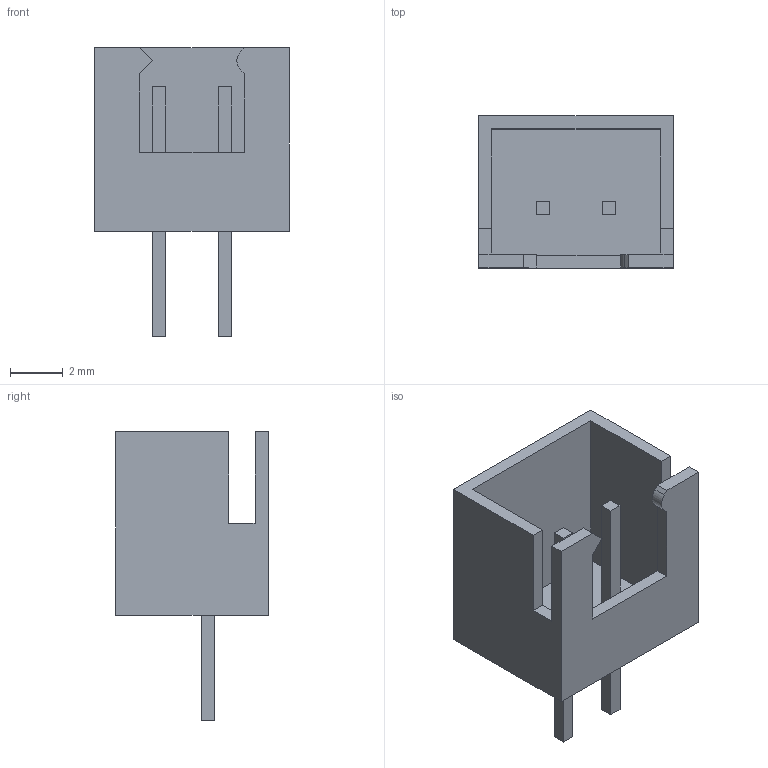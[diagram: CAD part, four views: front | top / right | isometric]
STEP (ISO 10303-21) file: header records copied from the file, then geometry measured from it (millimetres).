
FILE_DESCRIPTION (( 'STEP AP214' ), '1' );
FILE_NAME ('97BBD578-DCD1-47FA-AF6B-9AF62E30725A.STEP', '2024-01-14T12:14:55', ( '' ), ( '' ), 'SwSTEP 2.0', 'SolidWorks 2022', '' );
FILE_SCHEMA (( 'AUTOMOTIVE_DESIGN' ));
Length unit declared in the file: millimetre
Products named in the file (1): 97BBD578-DCD1-47FA-AF6B-9AF62E30725A
Bounding box: 7.4 x 5.8 x 11 mm (x, y, z)
Volume: 94 mm3; surface area: 422.4 mm2
Topology: 3 solids, 3 shells, 45 faces, 117 edges, 78 vertices
Faces by surface type: plane 44, cylinder 1
Entity records: 1413 total; most frequent: CARTESIAN_POINT 241, ORIENTED_EDGE 234, DIRECTION 211, EDGE_CURVE 117, LINE 115, VECTOR 115, VERTEX_POINT 78, EDGE_LOOP 49
